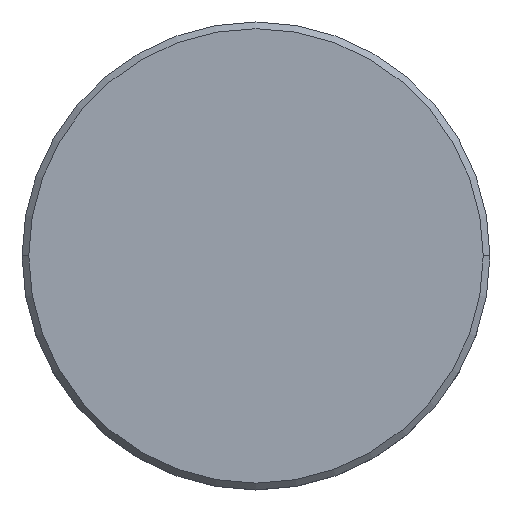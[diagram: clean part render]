
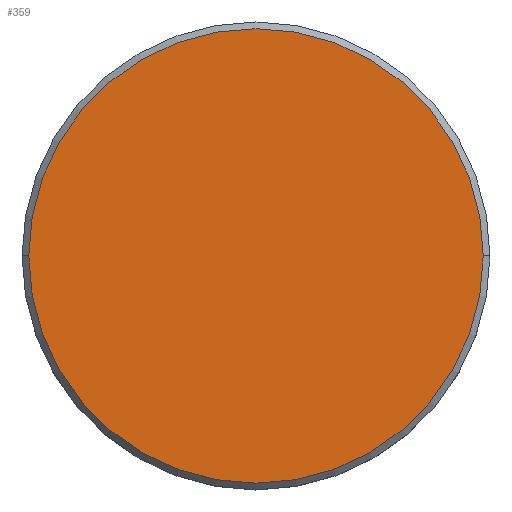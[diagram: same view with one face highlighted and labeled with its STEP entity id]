
A CAD part, top view. The second image highlights one B-rep face of the part: STEP entity #359.
In plain terms, the highlighted planar face has unit normal (0, 0, 1).
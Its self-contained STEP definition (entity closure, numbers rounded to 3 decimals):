
#6 = CARTESIAN_POINT ( 'NONE',  ( -17., 0., 0. ) ) ;
#61 = DIRECTION ( 'NONE',  ( 1., 0., 0. ) ) ;
#78 = ORIENTED_EDGE ( 'NONE', *, *, #277, .T. ) ;
#154 = PLANE ( 'NONE',  #384 ) ;
#216 = EDGE_LOOP ( 'NONE', ( #78, #1062 ) ) ;
#220 = CARTESIAN_POINT ( 'NONE',  ( 0., 0., 0. ) ) ;
#258 = DIRECTION ( 'NONE',  ( 1., 0., 0. ) ) ;
#277 = EDGE_CURVE ( 'NONE', #1059, #774, #526, .T. ) ;
#293 = FACE_OUTER_BOUND ( 'NONE', #216, .T. ) ;
#311 = DIRECTION ( 'NONE',  ( 0., 0., 1. ) ) ;
#359 = ADVANCED_FACE ( 'NONE', ( #293 ), #154, .T. ) ;
#384 = AXIS2_PLACEMENT_3D ( 'NONE', #220, #745, #61 ) ;
#389 = CARTESIAN_POINT ( 'NONE',  ( 17., 0., 0. ) ) ;
#444 = CIRCLE ( 'NONE', #508, 17. ) ;
#507 = CARTESIAN_POINT ( 'NONE',  ( 0., 0., 0. ) ) ;
#508 = AXIS2_PLACEMENT_3D ( 'NONE', #795, #1170, #258 ) ;
#526 = CIRCLE ( 'NONE', #673, 17. ) ;
#574 = EDGE_CURVE ( 'NONE', #774, #1059, #444, .T. ) ;
#673 = AXIS2_PLACEMENT_3D ( 'NONE', #507, #311, #1151 ) ;
#745 = DIRECTION ( 'NONE',  ( 0., 0., 1. ) ) ;
#774 = VERTEX_POINT ( 'NONE', #389 ) ;
#795 = CARTESIAN_POINT ( 'NONE',  ( 0., 0., 0. ) ) ;
#1059 = VERTEX_POINT ( 'NONE', #6 ) ;
#1062 = ORIENTED_EDGE ( 'NONE', *, *, #574, .T. ) ;
#1151 = DIRECTION ( 'NONE',  ( 1., 0., 0. ) ) ;
#1170 = DIRECTION ( 'NONE',  ( 0., 0., 1. ) ) ;
